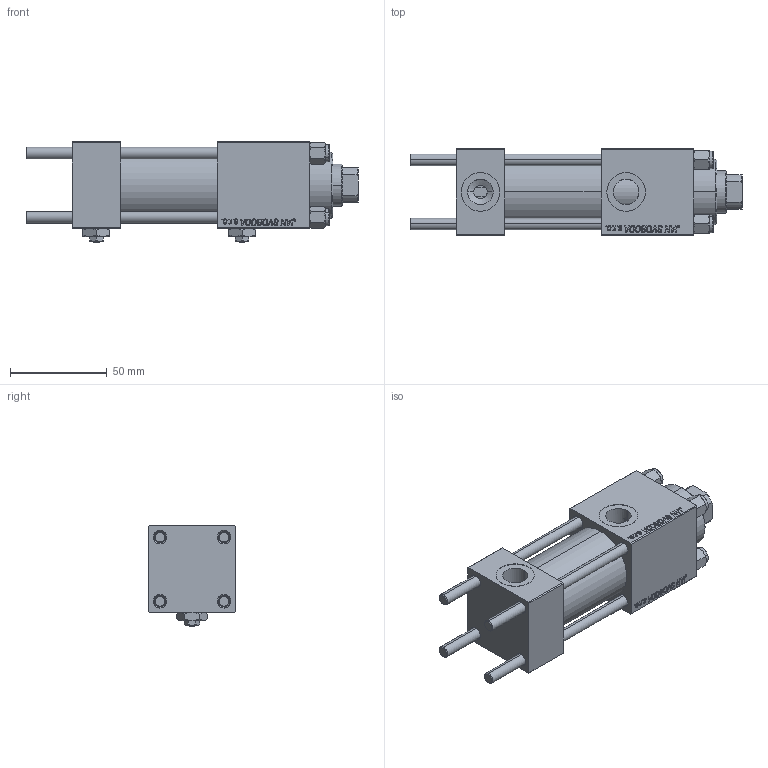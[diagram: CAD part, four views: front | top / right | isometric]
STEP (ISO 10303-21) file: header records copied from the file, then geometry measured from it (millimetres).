
FILE_DESCRIPTION (( 'STEP AP203' ), '1' );
FILE_NAME ('2c85.STEP', '2024-01-31T10:02:48', ( '' ), ( '' ), 'SwSTEP 2.0', 'SolidWorks 2019', '' );
FILE_SCHEMA (( 'CONFIG_CONTROL_DESIGN' ));
Length unit declared in the file: millimetre
Products named in the file (7): V215CR_BODY_A 3e51ca2841d2046be6747f9221c7b637; 2c85; NUT_M5 3e51ca2841d2046be6747f9221c7b637; CR025_012_A_0_G_A_G_M_020_+#_##_TYCINKA 3e51ca2841d2046be6747f9221c7b637; Zatka_pro_OIL_PORT 3e51ca2841d2046be6747f9221c7b637; V215_VC_A 3e51ca2841d2046be6747f9221c7b637; V215CR_VCP 3e51ca2841d2046be6747f9221c7b637
Assembly tree (13 placements, depth 2):
  2c85
    V215CR_BODY_A 3e51ca2841d2046be6747f9221c7b637
    CR025_012_A_0_G_A_G_M_020_+#_##_TYCINKA 3e51ca2841d2046be6747f9221c7b637  x4
    NUT_M5 3e51ca2841d2046be6747f9221c7b637  x4
    V215CR_VCP 3e51ca2841d2046be6747f9221c7b637
    V215_VC_A 3e51ca2841d2046be6747f9221c7b637
    Zatka_pro_OIL_PORT 3e51ca2841d2046be6747f9221c7b637  x2
Bounding box: 172 x 45 x 52 mm (x, y, z)
Volume: 212720.3 mm3; surface area: 78881.9 mm2
Topology: 13 solids, 13 shells, 1232 faces, 3086 edges, 1991 vertices
Faces by surface type: plane 566, bspline 392, cone 178, cylinder 88, torus 8
Entity records: 51896 total; most frequent: CARTESIAN_POINT 27671, ORIENTED_EDGE 5472, DIRECTION 3476, EDGE_CURVE 2736, VERTEX_POINT 1789, LINE 1634, VECTOR 1634, EDGE_LOOP 1203
